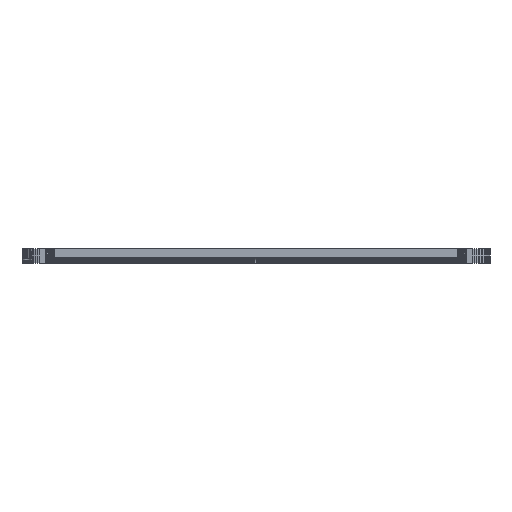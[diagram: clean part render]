
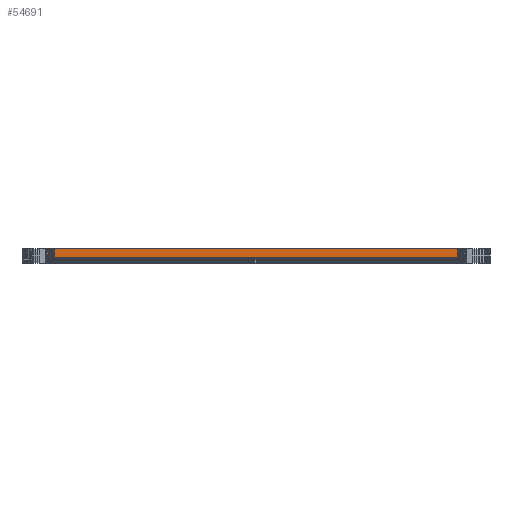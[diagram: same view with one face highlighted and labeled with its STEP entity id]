
A CAD part, front view. The second image highlights one B-rep face of the part: STEP entity #54691.
In plain terms, the highlighted planar face has unit normal (0, -1, 0).
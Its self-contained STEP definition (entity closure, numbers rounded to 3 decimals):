
#5773 = VERTEX_POINT('',#5774);
#5774 = CARTESIAN_POINT('',(-23.3,-18.477,
    1.855));
#5780 = EDGE_CURVE('',#5781,#5773,#5783,.T.);
#5781 = VERTEX_POINT('',#5782);
#5782 = CARTESIAN_POINT('',(23.3,-18.477,
    1.855));
#5783 = LINE('',#5784,#5785);
#5784 = CARTESIAN_POINT('',(23.3,-18.477,
    1.855));
#5785 = VECTOR('',#5786,1.);
#5786 = DIRECTION('',(-1.,0.,0.));
#54486 = VERTEX_POINT('',#54487);
#54487 = CARTESIAN_POINT('',(23.3,-18.477,
    0.8));
#54493 = EDGE_CURVE('',#54494,#54486,#54496,.T.);
#54494 = VERTEX_POINT('',#54495);
#54495 = CARTESIAN_POINT('',(-23.3,-18.477,
    0.8));
#54496 = LINE('',#54497,#54498);
#54497 = CARTESIAN_POINT('',(-23.3,-18.477,
    0.8));
#54498 = VECTOR('',#54499,1.);
#54499 = DIRECTION('',(1.,0.,0.));
#54680 = EDGE_CURVE('',#54494,#5773,#54681,.T.);
#54681 = LINE('',#54682,#54683);
#54682 = CARTESIAN_POINT('',(-23.3,-18.477,
    0.8));
#54683 = VECTOR('',#54684,1.);
#54684 = DIRECTION('',(0.,0.,1.));
#54691 = ADVANCED_FACE('',(#54692),#54703,.T.);
#54692 = FACE_BOUND('',#54693,.T.);
#54693 = EDGE_LOOP('',(#54694,#54695,#54696,#54697));
#54694 = ORIENTED_EDGE('',*,*,#5780,.T.);
#54695 = ORIENTED_EDGE('',*,*,#54680,.F.);
#54696 = ORIENTED_EDGE('',*,*,#54493,.T.);
#54697 = ORIENTED_EDGE('',*,*,#54698,.F.);
#54698 = EDGE_CURVE('',#5781,#54486,#54699,.T.);
#54699 = LINE('',#54700,#54701);
#54700 = CARTESIAN_POINT('',(23.3,-18.477,
    1.855));
#54701 = VECTOR('',#54702,1.);
#54702 = DIRECTION('',(0.,0.,-1.));
#54703 = PLANE('',#54704);
#54704 = AXIS2_PLACEMENT_3D('',#54705,#54706,#54707);
#54705 = CARTESIAN_POINT('',(0.,-18.477,1.327));
#54706 = DIRECTION('',(-0.,-1.,-0.));
#54707 = DIRECTION('',(0.,0.,-1.));
